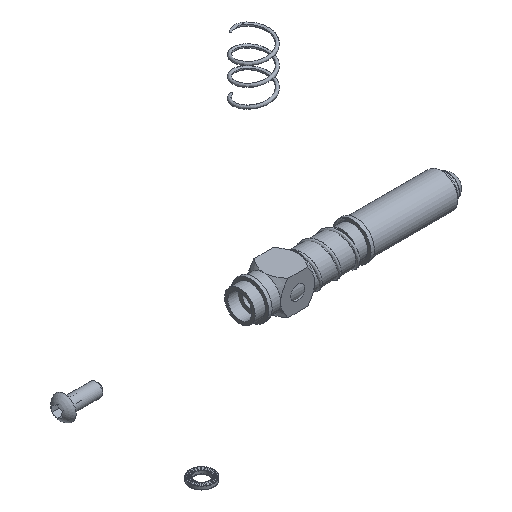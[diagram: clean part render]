
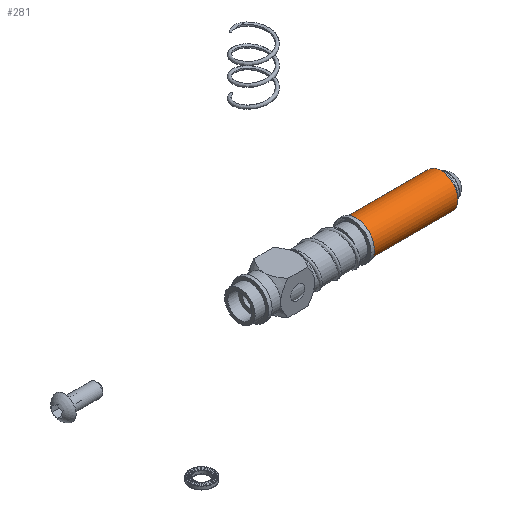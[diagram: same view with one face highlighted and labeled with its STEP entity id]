
A CAD part, isometric view. The second image highlights one B-rep face of the part: STEP entity #281.
In plain terms, the highlighted cylindrical face has radius 5 mm (diameter 10 mm), a full revolution.
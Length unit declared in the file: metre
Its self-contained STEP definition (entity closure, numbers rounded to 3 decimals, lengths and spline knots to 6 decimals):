
#281 = ADVANCED_FACE( '', ( #579, #580 ), #581, .T. );
#579 = FACE_OUTER_BOUND( '', #1120, .T. );
#580 = FACE_OUTER_BOUND( '', #1121, .T. );
#581 = CYLINDRICAL_SURFACE( '', #1122, 0.005 );
#1120 = EDGE_LOOP( '', ( #2104 ) );
#1121 = EDGE_LOOP( '', ( #2105 ) );
#1122 = AXIS2_PLACEMENT_3D( '', #2106, #2107, #2108 );
#2104 = ORIENTED_EDGE( '', *, *, #4182, .T. );
#2105 = ORIENTED_EDGE( '', *, *, #4183, .F. );
#2106 = CARTESIAN_POINT( '', ( 0.025, 0., 0. ) );
#2107 = DIRECTION( '', ( 1., 0., 0. ) );
#2108 = DIRECTION( '', ( 0., 0., 1. ) );
#4182 = EDGE_CURVE( '', #4868, #4868, #4869, .T. );
#4183 = EDGE_CURVE( '', #4870, #4870, #4871, .T. );
#4868 = VERTEX_POINT( '', #5973 );
#4869 = CIRCLE( '', #5974, 0.005 );
#4870 = VERTEX_POINT( '', #5975 );
#4871 = CIRCLE( '', #5976, 0.005 );
#5973 = CARTESIAN_POINT( '', ( 0.025, 0.005, 0. ) );
#5974 = AXIS2_PLACEMENT_3D( '', #7835, #7836, #7837 );
#5975 = CARTESIAN_POINT( '', ( 0., 0.005, 0. ) );
#5976 = AXIS2_PLACEMENT_3D( '', #7838, #7839, #7840 );
#7835 = CARTESIAN_POINT( '', ( 0.025, 0., 0. ) );
#7836 = DIRECTION( '', ( -1., 0., 0. ) );
#7837 = DIRECTION( '', ( 0., 1., 0. ) );
#7838 = CARTESIAN_POINT( '', ( 0., 0., 0. ) );
#7839 = DIRECTION( '', ( -1., 0., 0. ) );
#7840 = DIRECTION( '', ( 0., 1., 0. ) );
